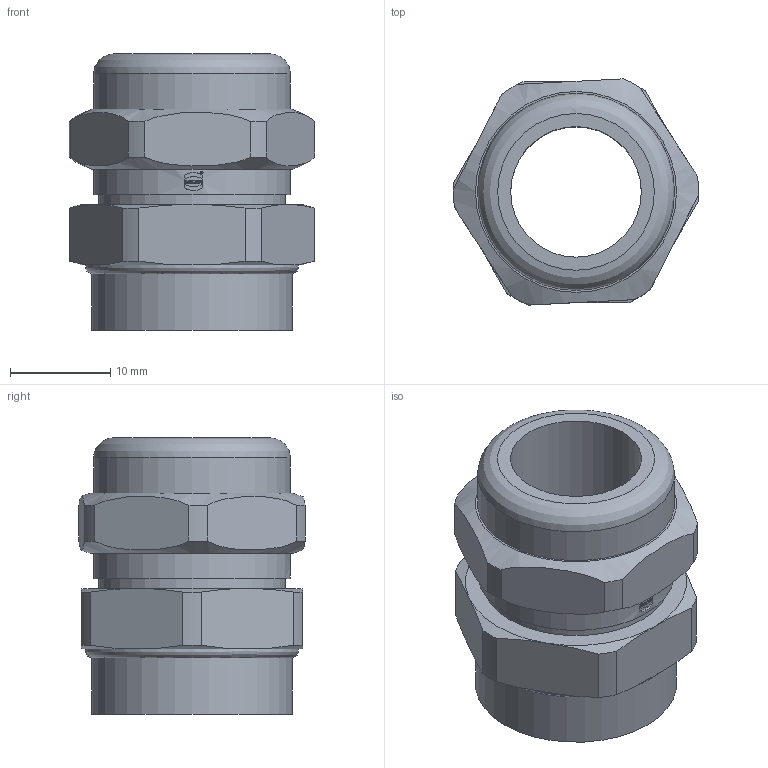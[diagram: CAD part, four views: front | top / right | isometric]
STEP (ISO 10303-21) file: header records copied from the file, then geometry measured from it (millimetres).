
FILE_DESCRIPTION(/* description */ (''),/* implementation_level */ '2;1');
FILE_NAME(/* name */ '100223296ugm000_e.stp',/* time_stamp */ '2020-04-22T09:04:47+02:00',/* author */ (''),/* organization */ (''),/* preprocessor_version */ 'ST-DEVELOPER v16.7',/* originating_system */ 'SIEMENS PLM Software NX 12.0',/* authorisation */ '');
FILE_SCHEMA (('AUTOMOTIVE_DESIGN { 1 0 10303 214 3 1 1 1 }'));
Length unit declared in the file: millimetre
Products named in the file (1): 100223296ugm000_e
Bounding box: 24.39 x 22.52 x 27.5 mm (x, y, z)
Volume: 5994 mm3; surface area: 3673.8 mm2
Topology: 1 solids, 1 shells, 153 faces, 467 edges, 422 vertices
Faces by surface type: plane 104, cylinder 21, bspline 16, extrusion 12
Full cylindrical faces by diameter (mm): 13 x1, 18.6 x1, 19.6 x2, 20 x1
Entity records: 7818 total; most frequent: CARTESIAN_POINT 2459, DIRECTION 783, ORIENTED_EDGE 738, EDGE_CURVE 369, VECTOR 291, LINE 279, VERTEX_POINT 249, AXIS2_PLACEMENT_3D 246
